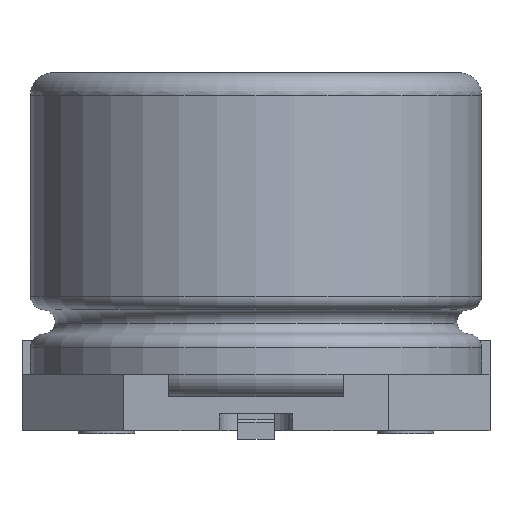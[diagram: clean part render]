
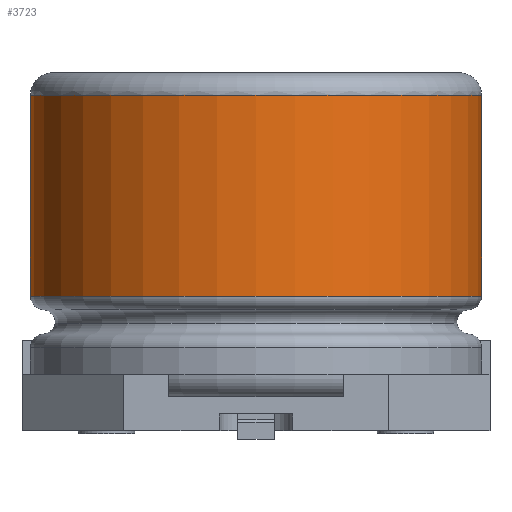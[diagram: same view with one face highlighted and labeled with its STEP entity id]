
A CAD part, left-side view. The second image highlights one B-rep face of the part: STEP entity #3723.
In plain terms, the highlighted cylindrical face has radius 4 mm (diameter 8 mm), a full revolution.
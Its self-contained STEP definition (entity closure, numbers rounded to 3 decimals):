
#132=CIRCLE('',#5222,4.);
#134=CIRCLE('',#5226,4.);
#189=CYLINDRICAL_SURFACE('',#5233,4.);
#690=ORIENTED_EDGE('',*,*,#1547,.T.);
#691=ORIENTED_EDGE('',*,*,#1545,.T.);
#1545=EDGE_CURVE('',#1992,#1992,#132,.T.);
#1547=EDGE_CURVE('',#1994,#1994,#134,.T.);
#1992=VERTEX_POINT('',#7237);
#1994=VERTEX_POINT('',#7243);
#3056=EDGE_LOOP('',(#690));
#3057=EDGE_LOOP('',(#691));
#3327=FACE_BOUND('',#3056,.T.);
#3328=FACE_BOUND('',#3057,.T.);
#3723=ADVANCED_FACE('',(#3327,#3328),#189,.T.);
#5222=AXIS2_PLACEMENT_3D('',#7236,#5908,#5909);
#5226=AXIS2_PLACEMENT_3D('',#7242,#5916,#5917);
#5233=AXIS2_PLACEMENT_3D('',#7253,#5930,#5931);
#5908=DIRECTION('',(0.,0.,-1.));
#5909=DIRECTION('',(0.,1.,0.));
#5916=DIRECTION('',(0.,0.,1.));
#5917=DIRECTION('',(0.,-1.,0.));
#5930=DIRECTION('',(0.,0.,-1.));
#5931=DIRECTION('',(0.,-1.,0.));
#7236=CARTESIAN_POINT('',(0.,0.,5.95));
#7237=CARTESIAN_POINT('',(0.,4.,5.95));
#7242=CARTESIAN_POINT('',(0.,0.,2.388));
#7243=CARTESIAN_POINT('',(0.,-4.,2.388));
#7253=CARTESIAN_POINT('',(0.,0.,10.5));
